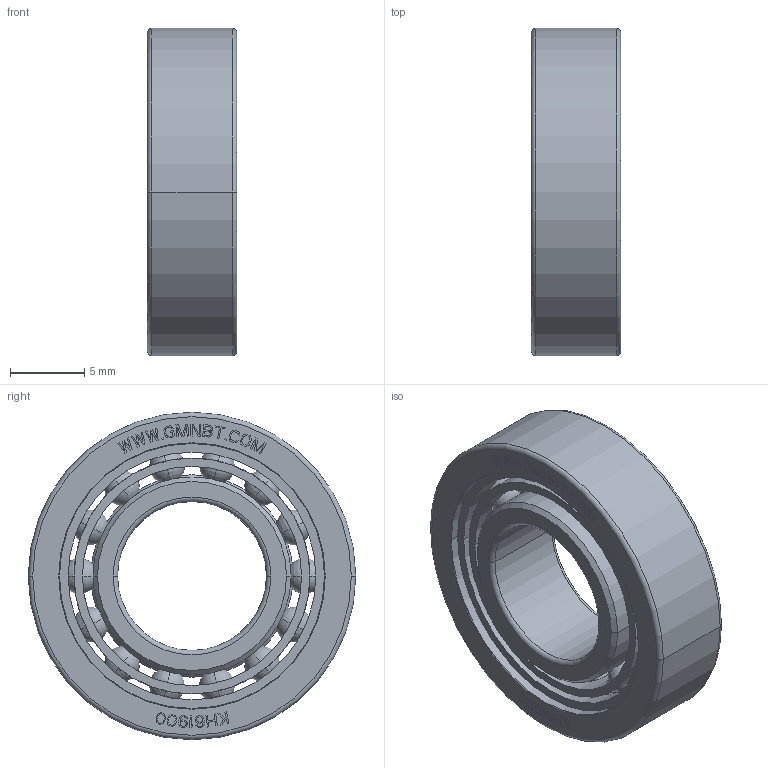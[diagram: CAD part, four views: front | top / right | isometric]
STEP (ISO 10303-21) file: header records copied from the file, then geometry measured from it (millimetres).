
FILE_DESCRIPTION((''),'2;1');
FILE_NAME('KH61900_PRT','2014-11-17T',('sales 4'),(''),'PRO/ENGINEER BY PARAMETRIC TECHNOLOGY CORPORATION, 2013150','PRO/ENGINEER BY PARAMETRIC TECHNOLOGY CORPORATION, 2013150','');
FILE_SCHEMA(('AUTOMOTIVE_DESIGN { 1 0 10303 214 1 1 1 1 }'));
Length unit declared in the file: millimetre
Products named in the file (1): KH61900_PRT
Bounding box: 6.01 x 22 x 22 mm (x, y, z)
Volume: 1387.9 mm3; surface area: 2233.9 mm2
Topology: 17 solids, 17 shells, 628 faces, 1759 edges, 1134 vertices
Faces by surface type: plane 532, cylinder 46, sphere 28, torus 12, cone 10
Entity records: 27127 total; most frequent: CARTESIAN_POINT 5657, ORIENTED_EDGE 3406, DIRECTION 2999, PRESENTATION_STYLE_ASSIGNMENT 1746, STYLED_ITEM 1720, CURVE_STYLE 1703, EDGE_CURVE 1703, VECTOR 1551
